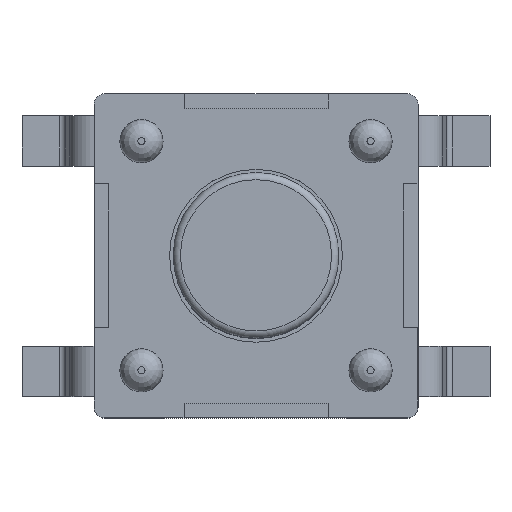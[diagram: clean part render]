
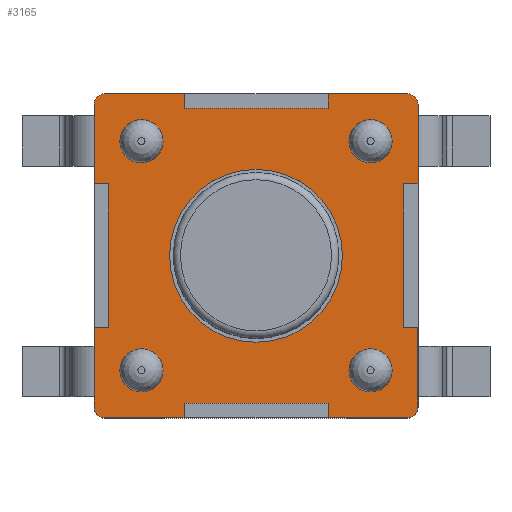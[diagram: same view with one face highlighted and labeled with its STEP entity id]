
A CAD part, top view. The second image highlights one B-rep face of the part: STEP entity #3165.
In plain terms, the highlighted planar face has unit normal (0, 0, 1).
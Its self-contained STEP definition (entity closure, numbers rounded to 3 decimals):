
#2352 = VERTEX_POINT('',#2353);
#2353 = CARTESIAN_POINT('',(-2.25,1.,2.9));
#2359 = EDGE_CURVE('',#2352,#2360,#2362,.T.);
#2360 = VERTEX_POINT('',#2361);
#2361 = CARTESIAN_POINT('',(-2.25,2.1,2.9));
#2362 = LINE('',#2363,#2364);
#2363 = CARTESIAN_POINT('',(-2.25,1.,2.9));
#2364 = VECTOR('',#2365,1.);
#2365 = DIRECTION('',(0.,1.,0.));
#2392 = VERTEX_POINT('',#2393);
#2393 = CARTESIAN_POINT('',(-2.1,2.25,2.9));
#2399 = EDGE_CURVE('',#2392,#2360,#2400,.T.);
#2400 = CIRCLE('',#2401,0.15);
#2401 = AXIS2_PLACEMENT_3D('',#2402,#2403,#2404);
#2402 = CARTESIAN_POINT('',(-2.1,2.1,2.9));
#2403 = DIRECTION('',(0.,0.,1.));
#2404 = DIRECTION('',(1.,0.,0.));
#2423 = EDGE_CURVE('',#2392,#2424,#2426,.T.);
#2424 = VERTEX_POINT('',#2425);
#2425 = CARTESIAN_POINT('',(-1.,2.25,2.9));
#2426 = LINE('',#2427,#2428);
#2427 = CARTESIAN_POINT('',(-2.1,2.25,2.9));
#2428 = VECTOR('',#2429,1.);
#2429 = DIRECTION('',(1.,0.,0.));
#2454 = EDGE_CURVE('',#2424,#2455,#2457,.T.);
#2455 = VERTEX_POINT('',#2456);
#2456 = CARTESIAN_POINT('',(-1.,2.05,2.9));
#2457 = LINE('',#2458,#2459);
#2458 = CARTESIAN_POINT('',(-1.,2.25,2.9));
#2459 = VECTOR('',#2460,1.);
#2460 = DIRECTION('',(0.,-1.,0.));
#2485 = EDGE_CURVE('',#2455,#2486,#2488,.T.);
#2486 = VERTEX_POINT('',#2487);
#2487 = CARTESIAN_POINT('',(1.,2.05,2.9));
#2488 = LINE('',#2489,#2490);
#2489 = CARTESIAN_POINT('',(-1.,2.05,2.9));
#2490 = VECTOR('',#2491,1.);
#2491 = DIRECTION('',(1.,0.,0.));
#2518 = VERTEX_POINT('',#2519);
#2519 = CARTESIAN_POINT('',(1.,2.25,2.9));
#2525 = EDGE_CURVE('',#2518,#2486,#2526,.T.);
#2526 = LINE('',#2527,#2528);
#2527 = CARTESIAN_POINT('',(1.,2.25,2.9));
#2528 = VECTOR('',#2529,1.);
#2529 = DIRECTION('',(0.,-1.,0.));
#2547 = EDGE_CURVE('',#2518,#2548,#2550,.T.);
#2548 = VERTEX_POINT('',#2549);
#2549 = CARTESIAN_POINT('',(2.1,2.25,2.9));
#2550 = LINE('',#2551,#2552);
#2551 = CARTESIAN_POINT('',(1.,2.25,2.9));
#2552 = VECTOR('',#2553,1.);
#2553 = DIRECTION('',(1.,0.,0.));
#2580 = VERTEX_POINT('',#2581);
#2581 = CARTESIAN_POINT('',(2.25,2.1,2.9));
#2587 = EDGE_CURVE('',#2580,#2548,#2588,.T.);
#2588 = CIRCLE('',#2589,0.15);
#2589 = AXIS2_PLACEMENT_3D('',#2590,#2591,#2592);
#2590 = CARTESIAN_POINT('',(2.1,2.1,2.9));
#2591 = DIRECTION('',(0.,0.,1.));
#2592 = DIRECTION('',(1.,0.,0.));
#2611 = EDGE_CURVE('',#2580,#2612,#2614,.T.);
#2612 = VERTEX_POINT('',#2613);
#2613 = CARTESIAN_POINT('',(2.25,1.,2.9));
#2614 = LINE('',#2615,#2616);
#2615 = CARTESIAN_POINT('',(2.25,2.1,2.9));
#2616 = VECTOR('',#2617,1.);
#2617 = DIRECTION('',(0.,-1.,0.));
#2642 = EDGE_CURVE('',#2612,#2643,#2645,.T.);
#2643 = VERTEX_POINT('',#2644);
#2644 = CARTESIAN_POINT('',(2.05,1.,2.9));
#2645 = LINE('',#2646,#2647);
#2646 = CARTESIAN_POINT('',(2.25,1.,2.9));
#2647 = VECTOR('',#2648,1.);
#2648 = DIRECTION('',(-1.,0.,0.));
#2673 = EDGE_CURVE('',#2643,#2674,#2676,.T.);
#2674 = VERTEX_POINT('',#2675);
#2675 = CARTESIAN_POINT('',(2.05,-1.,2.9));
#2676 = LINE('',#2677,#2678);
#2677 = CARTESIAN_POINT('',(2.05,1.,2.9));
#2678 = VECTOR('',#2679,1.);
#2679 = DIRECTION('',(0.,-1.,0.));
#2706 = VERTEX_POINT('',#2707);
#2707 = CARTESIAN_POINT('',(2.25,-1.,2.9));
#2713 = EDGE_CURVE('',#2706,#2674,#2714,.T.);
#2714 = LINE('',#2715,#2716);
#2715 = CARTESIAN_POINT('',(2.25,-1.,2.9));
#2716 = VECTOR('',#2717,1.);
#2717 = DIRECTION('',(-1.,0.,0.));
#2735 = EDGE_CURVE('',#2706,#2736,#2738,.T.);
#2736 = VERTEX_POINT('',#2737);
#2737 = CARTESIAN_POINT('',(2.25,-2.1,2.9));
#2738 = LINE('',#2739,#2740);
#2739 = CARTESIAN_POINT('',(2.25,-1.,2.9));
#2740 = VECTOR('',#2741,1.);
#2741 = DIRECTION('',(0.,-1.,0.));
#2768 = VERTEX_POINT('',#2769);
#2769 = CARTESIAN_POINT('',(2.1,-2.25,2.9));
#2775 = EDGE_CURVE('',#2768,#2736,#2776,.T.);
#2776 = CIRCLE('',#2777,0.15);
#2777 = AXIS2_PLACEMENT_3D('',#2778,#2779,#2780);
#2778 = CARTESIAN_POINT('',(2.1,-2.1,2.9));
#2779 = DIRECTION('',(0.,0.,1.));
#2780 = DIRECTION('',(1.,0.,0.));
#2799 = EDGE_CURVE('',#2768,#2800,#2802,.T.);
#2800 = VERTEX_POINT('',#2801);
#2801 = CARTESIAN_POINT('',(1.,-2.25,2.9));
#2802 = LINE('',#2803,#2804);
#2803 = CARTESIAN_POINT('',(2.1,-2.25,2.9));
#2804 = VECTOR('',#2805,1.);
#2805 = DIRECTION('',(-1.,0.,0.));
#2830 = EDGE_CURVE('',#2800,#2831,#2833,.T.);
#2831 = VERTEX_POINT('',#2832);
#2832 = CARTESIAN_POINT('',(1.,-2.05,2.9));
#2833 = LINE('',#2834,#2835);
#2834 = CARTESIAN_POINT('',(1.,-2.25,2.9));
#2835 = VECTOR('',#2836,1.);
#2836 = DIRECTION('',(0.,1.,0.));
#2863 = VERTEX_POINT('',#2864);
#2864 = CARTESIAN_POINT('',(-1.,-2.05,2.9));
#2870 = EDGE_CURVE('',#2863,#2831,#2871,.T.);
#2871 = LINE('',#2872,#2873);
#2872 = CARTESIAN_POINT('',(-1.,-2.05,2.9));
#2873 = VECTOR('',#2874,1.);
#2874 = DIRECTION('',(1.,0.,0.));
#2894 = VERTEX_POINT('',#2895);
#2895 = CARTESIAN_POINT('',(-1.,-2.25,2.9));
#2901 = EDGE_CURVE('',#2894,#2863,#2902,.T.);
#2902 = LINE('',#2903,#2904);
#2903 = CARTESIAN_POINT('',(-1.,-2.25,2.9));
#2904 = VECTOR('',#2905,1.);
#2905 = DIRECTION('',(0.,1.,0.));
#2923 = EDGE_CURVE('',#2894,#2924,#2926,.T.);
#2924 = VERTEX_POINT('',#2925);
#2925 = CARTESIAN_POINT('',(-2.1,-2.25,2.9));
#2926 = LINE('',#2927,#2928);
#2927 = CARTESIAN_POINT('',(-1.,-2.25,2.9));
#2928 = VECTOR('',#2929,1.);
#2929 = DIRECTION('',(-1.,0.,0.));
#2956 = VERTEX_POINT('',#2957);
#2957 = CARTESIAN_POINT('',(-2.25,-2.1,2.9));
#2963 = EDGE_CURVE('',#2956,#2924,#2964,.T.);
#2964 = CIRCLE('',#2965,0.15);
#2965 = AXIS2_PLACEMENT_3D('',#2966,#2967,#2968);
#2966 = CARTESIAN_POINT('',(-2.1,-2.1,2.9));
#2967 = DIRECTION('',(0.,0.,1.));
#2968 = DIRECTION('',(1.,0.,0.));
#2987 = EDGE_CURVE('',#2956,#2988,#2990,.T.);
#2988 = VERTEX_POINT('',#2989);
#2989 = CARTESIAN_POINT('',(-2.25,-1.,2.9));
#2990 = LINE('',#2991,#2992);
#2991 = CARTESIAN_POINT('',(-2.25,-2.1,2.9));
#2992 = VECTOR('',#2993,1.);
#2993 = DIRECTION('',(0.,1.,0.));
#3018 = EDGE_CURVE('',#2988,#3019,#3021,.T.);
#3019 = VERTEX_POINT('',#3020);
#3020 = CARTESIAN_POINT('',(-2.05,-1.,2.9));
#3021 = LINE('',#3022,#3023);
#3022 = CARTESIAN_POINT('',(-2.25,-1.,2.9));
#3023 = VECTOR('',#3024,1.);
#3024 = DIRECTION('',(1.,0.,0.));
#3049 = EDGE_CURVE('',#3019,#3050,#3052,.T.);
#3050 = VERTEX_POINT('',#3051);
#3051 = CARTESIAN_POINT('',(-2.05,1.,2.9));
#3052 = LINE('',#3053,#3054);
#3053 = CARTESIAN_POINT('',(-2.05,-1.,2.9));
#3054 = VECTOR('',#3055,1.);
#3055 = DIRECTION('',(0.,1.,0.));
#3080 = EDGE_CURVE('',#2352,#3050,#3081,.T.);
#3081 = LINE('',#3082,#3083);
#3082 = CARTESIAN_POINT('',(-2.25,1.,2.9));
#3083 = VECTOR('',#3084,1.);
#3084 = DIRECTION('',(1.,0.,0.));
#3104 = VERTEX_POINT('',#3105);
#3105 = CARTESIAN_POINT('',(1.2,0.,2.9));
#3111 = EDGE_CURVE('',#3104,#3104,#3112,.T.);
#3112 = CIRCLE('',#3113,1.2);
#3113 = AXIS2_PLACEMENT_3D('',#3114,#3115,#3116);
#3114 = CARTESIAN_POINT('',(0.,0.,2.9));
#3115 = DIRECTION('',(0.,0.,1.));
#3116 = DIRECTION('',(1.,0.,0.));
#3165 = ADVANCED_FACE('',(#3166,#3192),#3195,.T.);
#3166 = FACE_BOUND('',#3167,.F.);
#3167 = EDGE_LOOP('',(#3168,#3169,#3170,#3171,#3172,#3173,#3174,#3175,
    #3176,#3177,#3178,#3179,#3180,#3181,#3182,#3183,#3184,#3185,#3186,
    #3187,#3188,#3189,#3190,#3191));
#3168 = ORIENTED_EDGE('',*,*,#2359,.T.);
#3169 = ORIENTED_EDGE('',*,*,#2399,.F.);
#3170 = ORIENTED_EDGE('',*,*,#2423,.T.);
#3171 = ORIENTED_EDGE('',*,*,#2454,.T.);
#3172 = ORIENTED_EDGE('',*,*,#2485,.T.);
#3173 = ORIENTED_EDGE('',*,*,#2525,.F.);
#3174 = ORIENTED_EDGE('',*,*,#2547,.T.);
#3175 = ORIENTED_EDGE('',*,*,#2587,.F.);
#3176 = ORIENTED_EDGE('',*,*,#2611,.T.);
#3177 = ORIENTED_EDGE('',*,*,#2642,.T.);
#3178 = ORIENTED_EDGE('',*,*,#2673,.T.);
#3179 = ORIENTED_EDGE('',*,*,#2713,.F.);
#3180 = ORIENTED_EDGE('',*,*,#2735,.T.);
#3181 = ORIENTED_EDGE('',*,*,#2775,.F.);
#3182 = ORIENTED_EDGE('',*,*,#2799,.T.);
#3183 = ORIENTED_EDGE('',*,*,#2830,.T.);
#3184 = ORIENTED_EDGE('',*,*,#2870,.F.);
#3185 = ORIENTED_EDGE('',*,*,#2901,.F.);
#3186 = ORIENTED_EDGE('',*,*,#2923,.T.);
#3187 = ORIENTED_EDGE('',*,*,#2963,.F.);
#3188 = ORIENTED_EDGE('',*,*,#2987,.T.);
#3189 = ORIENTED_EDGE('',*,*,#3018,.T.);
#3190 = ORIENTED_EDGE('',*,*,#3049,.T.);
#3191 = ORIENTED_EDGE('',*,*,#3080,.F.);
#3192 = FACE_BOUND('',#3193,.F.);
#3193 = EDGE_LOOP('',(#3194));
#3194 = ORIENTED_EDGE('',*,*,#3111,.T.);
#3195 = PLANE('',#3196);
#3196 = AXIS2_PLACEMENT_3D('',#3197,#3198,#3199);
#3197 = CARTESIAN_POINT('',(0.,0.,2.9));
#3198 = DIRECTION('',(0.,0.,1.));
#3199 = DIRECTION('',(0.,1.,0.));
